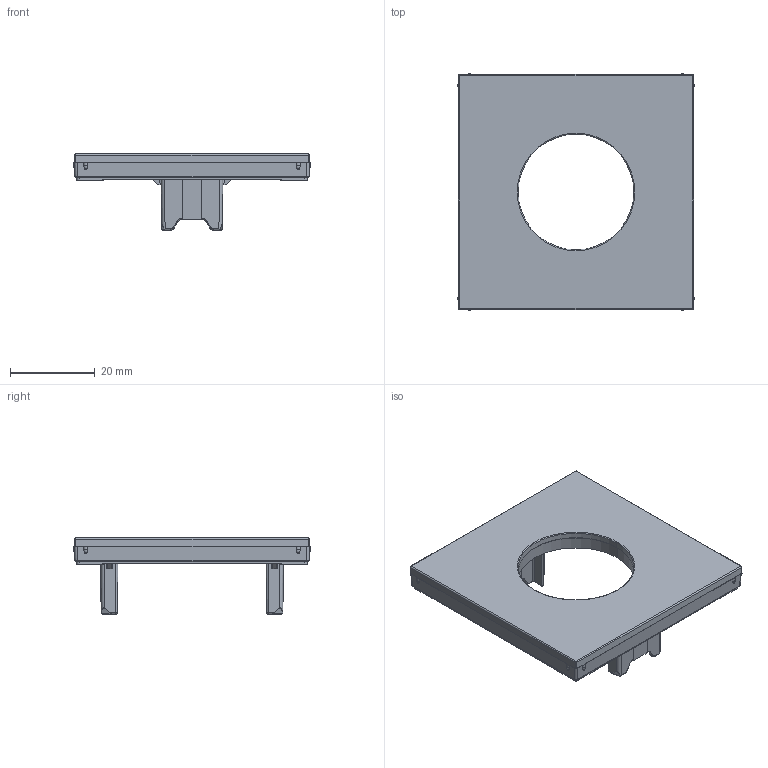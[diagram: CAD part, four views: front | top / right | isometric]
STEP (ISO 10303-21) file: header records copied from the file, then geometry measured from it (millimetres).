
FILE_DESCRIPTION((''),'2;1');
FILE_NAME('WAF3554_GEN_ASM','2025-03-19T08:51:28',('andolfs'),(''),'CREO PARAMETRIC BY PTC INC, 2023154','CREO PARAMETRIC BY PTC INC, 2023154','');
FILE_SCHEMA(('CONFIG_CONTROL_DESIGN','SHAPE_APPEARANCE_LAYERS_GROUPS'));
Length unit declared in the file: millimetre
Products named in the file (3): W4G0157_18; W1A2295_GEN; WAF3554_GEN_ASM
Assembly tree (2 placements, depth 2):
  WAF3554_GEN_ASM
    W4G0157_18
    W1A2295_GEN
Bounding box: 55.9 x 55.9 x 18 mm (x, y, z)
Volume: 6969.7 mm3; surface area: 9157 mm2
Topology: 1 solids, 1 shells, 672 faces, 1808 edges, 1163 vertices
Faces by surface type: plane 378, cylinder 140, extrusion 87, bspline 40, torus 12, sphere 9, cone 6
Entity records: 31166 total; most frequent: CARTESIAN_POINT 9348, ORIENTED_EDGE 3616, DIRECTION 2831, PRESENTATION_STYLE_ASSIGNMENT 1809, STYLED_ITEM 1809, CURVE_STYLE 1808, EDGE_CURVE 1808, VECTOR 1325
